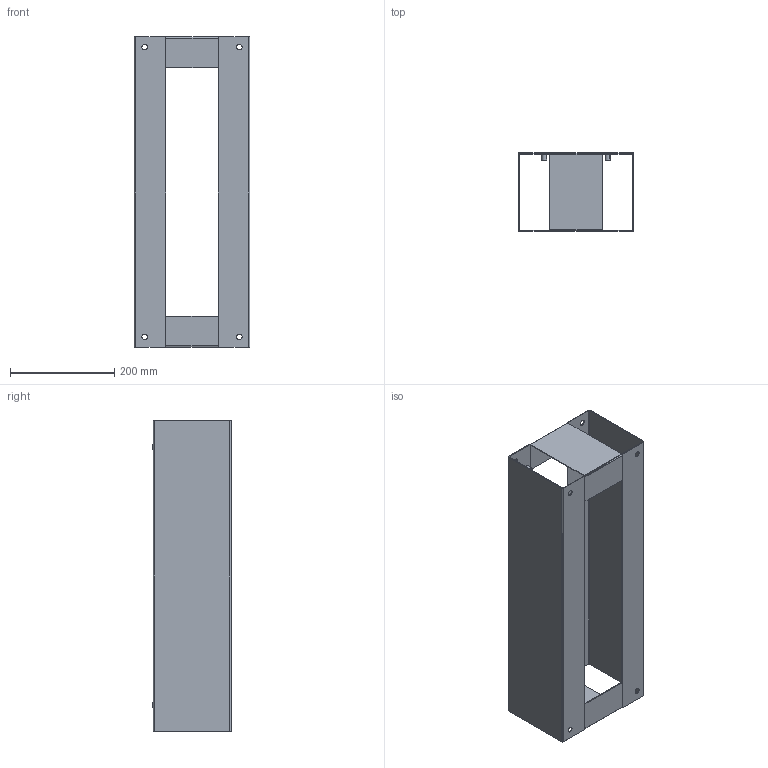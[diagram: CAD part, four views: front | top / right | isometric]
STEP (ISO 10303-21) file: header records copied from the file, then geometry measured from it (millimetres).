
FILE_DESCRIPTION (( 'STEP AP214' ), '1' );
FILE_NAME ('mb65-cok1 Öîêîëü.STEP', '2022-02-06T19:01:03', ( '' ), ( '' ), 'SwSTEP 2.0', 'SolidWorks 2021', '' );
FILE_SCHEMA (( 'AUTOMOTIVE_DESIGN' ));
Length unit declared in the file: millimetre
Products named in the file (4): mb65-cok1 絊膰錪; ÌÈ-941.08.01.002 Øâåëëåð áîêîâîé; Çàêëåïêà ãàå÷íàÿ Ì6 UNI 9203; ÌÈ-941.08.01.001 Øâåëëåð ãîðèçîíòàëüíûé
Assembly tree (8 placements, depth 2):
  mb65-cok1 絊膰錪
    ÌÈ-941.08.01.002 Øâåëëåð áîêîâîé  x2
    ÌÈ-941.08.01.001 Øâåëëåð ãîðèçîíòàëüíûé  x2
    Çàêëåïêà ãàå÷íàÿ Ì6 UNI 9203  x4
Bounding box: 221.7 x 150.5 x 596 mm (x, y, z)
Volume: 556819.1 mm3; surface area: 749490.2 mm2
Topology: 8 solids, 8 shells, 220 faces, 464 edges, 272 vertices
Faces by surface type: plane 92, cylinder 88, cone 24, torus 16
Entity records: 2438 total; most frequent: DIRECTION 442, CARTESIAN_POINT 376, ORIENTED_EDGE 356, EDGE_CURVE 178, AXIS2_PLACEMENT_3D 170, VERTEX_POINT 104, VECTOR 102, LINE 102
